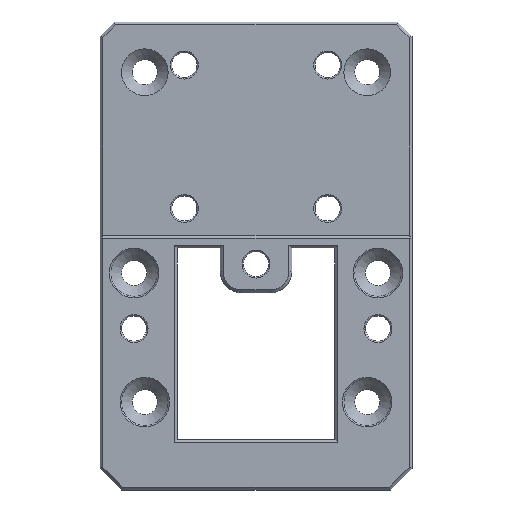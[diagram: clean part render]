
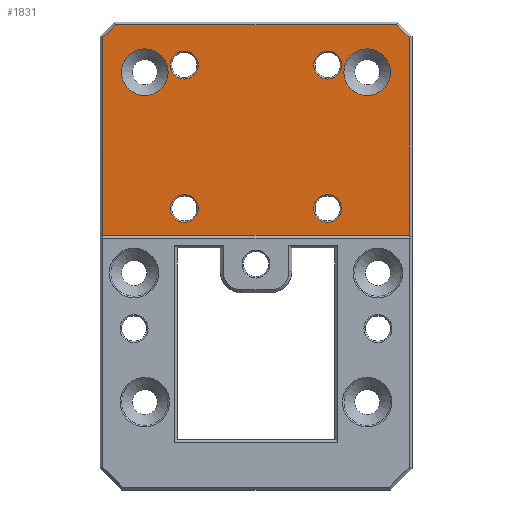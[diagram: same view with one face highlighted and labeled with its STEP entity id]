
A CAD part, front view. The second image highlights one B-rep face of the part: STEP entity #1831.
In plain terms, the highlighted planar face has unit normal (0, -1, 0).
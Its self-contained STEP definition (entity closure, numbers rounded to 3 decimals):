
#51=FACE_BOUND('',#265,.T.);
#52=FACE_BOUND('',#266,.T.);
#53=FACE_BOUND('',#267,.T.);
#54=FACE_BOUND('',#268,.T.);
#55=FACE_BOUND('',#269,.T.);
#56=FACE_BOUND('',#270,.T.);
#71=PLANE('',#1983);
#143=FACE_OUTER_BOUND('',#264,.T.);
#264=EDGE_LOOP('',(#1332,#1333,#1334,#1335,#1336,#1337));
#265=EDGE_LOOP('',(#1338));
#266=EDGE_LOOP('',(#1339));
#267=EDGE_LOOP('',(#1340));
#268=EDGE_LOOP('',(#1341));
#269=EDGE_LOOP('',(#1342));
#270=EDGE_LOOP('',(#1343));
#409=LINE('',#2810,#598);
#410=LINE('',#2812,#599);
#411=LINE('',#2814,#600);
#412=LINE('',#2816,#601);
#413=LINE('',#2818,#602);
#414=LINE('',#2819,#603);
#598=VECTOR('',#2245,10.);
#599=VECTOR('',#2246,10.);
#600=VECTOR('',#2247,10.);
#601=VECTOR('',#2248,10.);
#602=VECTOR('',#2249,10.);
#603=VECTOR('',#2250,10.);
#781=CIRCLE('',#1981,1.95);
#783=CIRCLE('',#1984,1.95);
#784=CIRCLE('',#1985,1.95);
#785=CIRCLE('',#1986,3.25);
#786=CIRCLE('',#1987,3.25);
#787=CIRCLE('',#1988,1.95);
#866=VERTEX_POINT('',#2802);
#868=VERTEX_POINT('',#2808);
#869=VERTEX_POINT('',#2809);
#870=VERTEX_POINT('',#2811);
#871=VERTEX_POINT('',#2813);
#872=VERTEX_POINT('',#2815);
#873=VERTEX_POINT('',#2817);
#874=VERTEX_POINT('',#2820);
#875=VERTEX_POINT('',#2822);
#876=VERTEX_POINT('',#2824);
#877=VERTEX_POINT('',#2826);
#878=VERTEX_POINT('',#2828);
#1034=EDGE_CURVE('',#866,#866,#781,.T.);
#1037=EDGE_CURVE('',#868,#869,#409,.T.);
#1038=EDGE_CURVE('',#868,#870,#410,.T.);
#1039=EDGE_CURVE('',#871,#870,#411,.T.);
#1040=EDGE_CURVE('',#872,#871,#412,.T.);
#1041=EDGE_CURVE('',#873,#872,#413,.T.);
#1042=EDGE_CURVE('',#869,#873,#414,.T.);
#1043=EDGE_CURVE('',#874,#874,#783,.T.);
#1044=EDGE_CURVE('',#875,#875,#784,.T.);
#1045=EDGE_CURVE('',#876,#876,#785,.T.);
#1046=EDGE_CURVE('',#877,#877,#786,.T.);
#1047=EDGE_CURVE('',#878,#878,#787,.T.);
#1332=ORIENTED_EDGE('',*,*,#1037,.F.);
#1333=ORIENTED_EDGE('',*,*,#1038,.T.);
#1334=ORIENTED_EDGE('',*,*,#1039,.F.);
#1335=ORIENTED_EDGE('',*,*,#1040,.F.);
#1336=ORIENTED_EDGE('',*,*,#1041,.F.);
#1337=ORIENTED_EDGE('',*,*,#1042,.F.);
#1338=ORIENTED_EDGE('',*,*,#1043,.F.);
#1339=ORIENTED_EDGE('',*,*,#1044,.F.);
#1340=ORIENTED_EDGE('',*,*,#1045,.F.);
#1341=ORIENTED_EDGE('',*,*,#1046,.F.);
#1342=ORIENTED_EDGE('',*,*,#1047,.F.);
#1343=ORIENTED_EDGE('',*,*,#1034,.F.);
#1831=ADVANCED_FACE('',(#143,#51,#52,#53,#54,#55,#56),#71,.F.);
#1981=AXIS2_PLACEMENT_3D('',#2803,#2238,#2239);
#1983=AXIS2_PLACEMENT_3D('',#2807,#2243,#2244);
#1984=AXIS2_PLACEMENT_3D('',#2821,#2251,#2252);
#1985=AXIS2_PLACEMENT_3D('',#2823,#2253,#2254);
#1986=AXIS2_PLACEMENT_3D('',#2825,#2255,#2256);
#1987=AXIS2_PLACEMENT_3D('',#2827,#2257,#2258);
#1988=AXIS2_PLACEMENT_3D('',#2829,#2259,#2260);
#2238=DIRECTION('center_axis',(0.,-1.,0.));
#2239=DIRECTION('ref_axis',(1.,0.,0.));
#2243=DIRECTION('center_axis',(0.,1.,0.));
#2244=DIRECTION('ref_axis',(1.,0.,0.));
#2245=DIRECTION('',(0.,0.,1.));
#2246=DIRECTION('',(1.,0.,0.));
#2247=DIRECTION('',(0.,0.,-1.));
#2248=DIRECTION('',(0.707,0.,-0.707));
#2249=DIRECTION('',(1.,0.,0.));
#2250=DIRECTION('',(0.707,0.,0.707));
#2251=DIRECTION('center_axis',(0.,-1.,0.));
#2252=DIRECTION('ref_axis',(1.,0.,0.));
#2253=DIRECTION('center_axis',(0.,-1.,0.));
#2254=DIRECTION('ref_axis',(1.,0.,0.));
#2255=DIRECTION('center_axis',(0.,-1.,0.));
#2256=DIRECTION('ref_axis',(1.,0.,0.));
#2257=DIRECTION('center_axis',(0.,-1.,0.));
#2258=DIRECTION('ref_axis',(1.,0.,0.));
#2259=DIRECTION('center_axis',(0.,-1.,0.));
#2260=DIRECTION('ref_axis',(1.,0.,0.));
#2802=CARTESIAN_POINT('',(-11.95,0.,4.));
#2803=CARTESIAN_POINT('Origin',(-10.,0.,4.));
#2807=CARTESIAN_POINT('Origin',(0.,0.,-2.625));
#2808=CARTESIAN_POINT('',(-21.35,0.,0.25));
#2809=CARTESIAN_POINT('',(-21.35,0.,27.834));
#2810=CARTESIAN_POINT('',(-21.35,0.,-18.938));
#2811=CARTESIAN_POINT('',(21.35,0.,0.25));
#2812=CARTESIAN_POINT('',(10.875,0.,0.25));
#2813=CARTESIAN_POINT('',(21.35,0.,27.834));
#2814=CARTESIAN_POINT('',(21.35,0.,13.688));
#2815=CARTESIAN_POINT('',(19.584,0.,29.6));
#2816=CARTESIAN_POINT('',(23.186,0.,25.998));
#2817=CARTESIAN_POINT('',(-19.584,0.,29.6));
#2818=CARTESIAN_POINT('',(-10.875,0.,29.6));
#2819=CARTESIAN_POINT('',(-23.186,0.,25.998));
#2820=CARTESIAN_POINT('',(8.05,0.,4.));
#2821=CARTESIAN_POINT('Origin',(10.,0.,4.));
#2822=CARTESIAN_POINT('',(-11.95,0.,24.));
#2823=CARTESIAN_POINT('Origin',(-10.,0.,24.));
#2824=CARTESIAN_POINT('',(-18.75,0.,23.));
#2825=CARTESIAN_POINT('Origin',(-15.5,0.,23.));
#2826=CARTESIAN_POINT('',(12.25,0.,23.));
#2827=CARTESIAN_POINT('Origin',(15.5,0.,23.));
#2828=CARTESIAN_POINT('',(8.05,0.,24.));
#2829=CARTESIAN_POINT('Origin',(10.,0.,24.));
